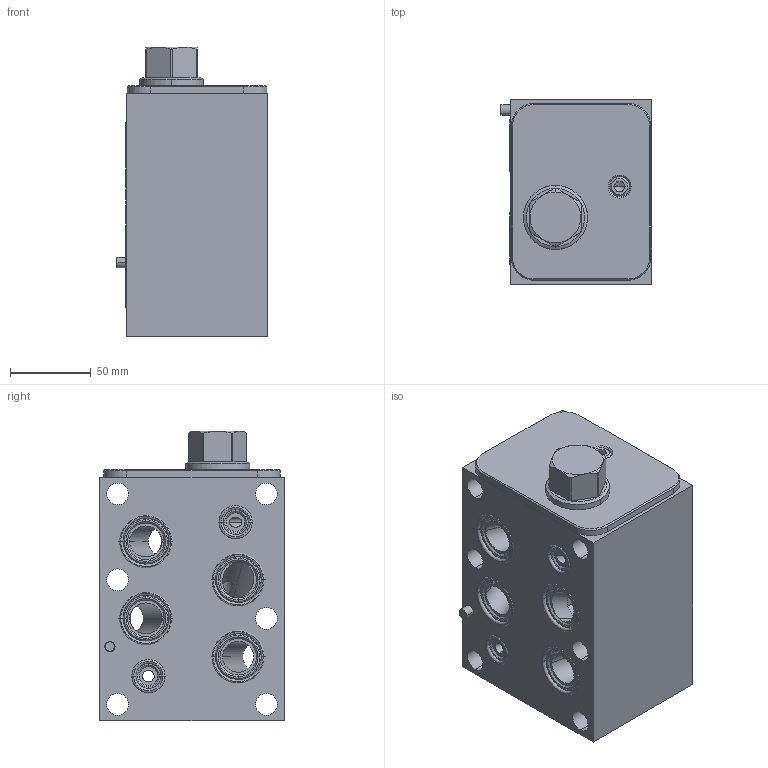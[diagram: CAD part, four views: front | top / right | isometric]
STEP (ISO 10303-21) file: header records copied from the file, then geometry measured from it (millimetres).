
FILE_DESCRIPTION((''),'2;1');
FILE_NAME('HB4_ASM','2023-11-30T',('ProEService'),(''),'PRO/ENGINEER BY PARAMETRIC TECHNOLOGY CORPORATION, 2014200','PRO/ENGINEER BY PARAMETRIC TECHNOLOGY CORPORATION, 2014200','');
FILE_SCHEMA(('CONFIG_CONTROL_DESIGN'));
Length unit declared in the file: inch
Products named in the file (8): 150-833-001; 340-003; CXHAXCN; 811-001-002; 500-001-114; 500-001-121; 340-001; HB4_ASM
Assembly tree (11 placements, depth 2):
  HB4_ASM
    150-833-001
    340-003
    CXHAXCN
    811-001-002
    500-001-114  x2
    500-001-121  x4
    340-001
Bounding box: 93.68 x 114.3 x 179.4 mm (x, y, z)
Volume: 1252657.5 mm3; surface area: 171776.7 mm2
Topology: 12 solids, 13 shells, 492 faces, 1387 edges, 1096 vertices
Faces by surface type: cylinder 184, cone 119, plane 103, torus 44, revolution 30, sphere 12
Entity records: 18795 total; most frequent: CARTESIAN_POINT 6415, DIRECTION 2651, ORIENTED_EDGE 2234, EDGE_CURVE 1117, AXIS2_PLACEMENT_3D 1000, VERTEX_POINT 687, VECTOR 637, LINE 637
